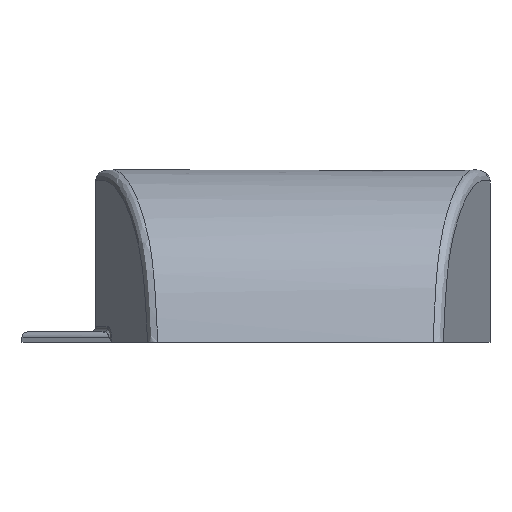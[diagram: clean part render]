
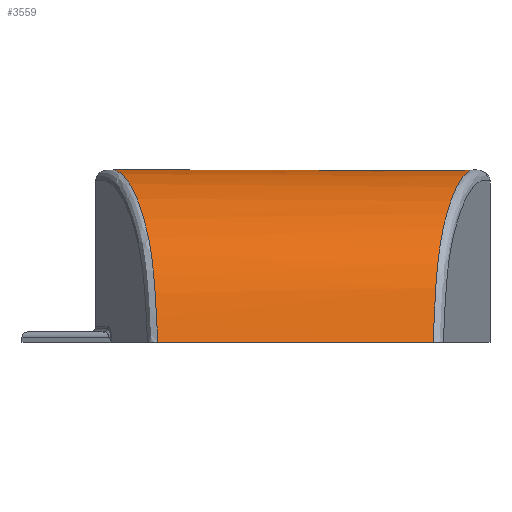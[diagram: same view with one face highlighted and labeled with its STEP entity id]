
A CAD part, front view. The second image highlights one B-rep face of the part: STEP entity #3559.
In plain terms, the highlighted free-form (B-spline) face has degree [3, 1] with [12, 2] control points.
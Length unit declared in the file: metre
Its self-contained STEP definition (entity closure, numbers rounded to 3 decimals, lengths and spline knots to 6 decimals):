
#108=B_SPLINE_SURFACE_WITH_KNOTS('',3,1,((#7550,#7551),(#7552,#7553),(#7554,
#7555),(#7556,#7557),(#7558,#7559),(#7560,#7561),(#7562,#7563),(#7564,#7565),
(#7566,#7567),(#7568,#7569),(#7570,#7571),(#7572,#7573)),
 .SURF_OF_LINEAR_EXTRUSION.,.F.,.F.,.F.,(4,1,1,1,1,1,1,1,1,4),(2,2),(0.528108,
0.587094,0.646081,0.675574,0.705067,
0.764054,0.82304,0.882027,0.941013,
1.),(0.,1.),.UNSPECIFIED.);
#324=B_SPLINE_CURVE_WITH_KNOTS('',3,(#7574,#7575,#7576,#7577,#7578,#7579,
#7580,#7581,#7582,#7583,#7584,#7585,#7586,#7587),.UNSPECIFIED.,.F.,.F.,
(4,1,1,1,1,1,1,1,1,1,1,4),(0.,0.003921,0.007842,
0.011763,0.015684,0.019606,0.023527,
0.031369,0.039211,0.047053,0.054896,
0.062738),.UNSPECIFIED.);
#325=B_SPLINE_CURVE_WITH_KNOTS('',3,(#7588,#7589,#7590,#7591,#7592,#7593,
#7594,#7595,#7596,#7597,#7598,#7599,#7600,#7601),.UNSPECIFIED.,.F.,.F.,
(4,1,1,1,1,1,1,1,1,1,1,4),(0.,0.007818,0.015636,
0.023454,0.031271,0.039089,0.042998,
0.046907,0.050816,0.054725,0.058634,
0.062543),.UNSPECIFIED.);
#833=ORIENTED_EDGE('',*,*,#1492,.F.);
#834=ORIENTED_EDGE('',*,*,#1834,.T.);
#835=ORIENTED_EDGE('',*,*,#1560,.T.);
#836=ORIENTED_EDGE('',*,*,#1613,.T.);
#837=ORIENTED_EDGE('',*,*,#1454,.T.);
#838=ORIENTED_EDGE('',*,*,#1835,.T.);
#1454=EDGE_CURVE('',#1999,#2003,#2358,.T.);
#1492=EDGE_CURVE('',#2039,#2040,#2385,.T.);
#1560=EDGE_CURVE('',#2104,#2103,#2432,.T.);
#1613=EDGE_CURVE('',#2103,#1999,#2466,.T.);
#1834=EDGE_CURVE('',#2039,#2104,#324,.T.);
#1835=EDGE_CURVE('',#2003,#2040,#325,.T.);
#1999=VERTEX_POINT('',#4720);
#2003=VERTEX_POINT('',#4730);
#2039=VERTEX_POINT('',#4846);
#2040=VERTEX_POINT('',#4848);
#2103=VERTEX_POINT('',#5279);
#2104=VERTEX_POINT('',#5281);
#2358=LINE('',#4731,#2673);
#2385=LINE('',#4847,#2700);
#2432=LINE('',#5280,#2747);
#2466=LINE('',#5538,#2781);
#2673=VECTOR('',#3939,1.);
#2700=VECTOR('',#3980,1.);
#2747=VECTOR('',#4049,1.);
#2781=VECTOR('',#4109,1.);
#3062=EDGE_LOOP('',(#833,#834,#835,#836,#837,#838));
#3267=FACE_BOUND('',#3062,.T.);
#3559=ADVANCED_FACE('',(#3267),#108,.F.);
#3939=DIRECTION('',(-1.,0.,0.));
#3980=DIRECTION('',(-1.,0.,0.));
#4049=DIRECTION('',(-1.,0.,0.));
#4109=DIRECTION('',(-1.,0.,0.));
#4720=CARTESIAN_POINT('',(0.134353,12.119855,0.033038));
#4730=CARTESIAN_POINT('',(0.133343,12.119855,0.033038));
#4731=CARTESIAN_POINT('',(0.298,12.119855,0.033038));
#4846=CARTESIAN_POINT('',(0.196095,12.075949,0.));
#4847=CARTESIAN_POINT('',(0.298,12.075949,0.));
#4848=CARTESIAN_POINT('',(0.143243,12.075949,0.));
#5279=CARTESIAN_POINT('',(0.203739,12.119855,0.033038));
#5280=CARTESIAN_POINT('',(0.298,12.119855,0.033038));
#5281=CARTESIAN_POINT('',(0.204972,12.119855,0.033038));
#5538=CARTESIAN_POINT('',(0.298,12.119855,0.033038));
#7550=CARTESIAN_POINT('',(0.205402,12.119855,0.033038));
#7551=CARTESIAN_POINT('',(0.132913,12.119855,0.033038));
#7552=CARTESIAN_POINT('',(0.205402,12.116719,0.033254));
#7553=CARTESIAN_POINT('',(0.132913,12.116719,0.033254));
#7554=CARTESIAN_POINT('',(0.205402,12.110881,0.033254));
#7555=CARTESIAN_POINT('',(0.132913,12.110881,0.033254));
#7556=CARTESIAN_POINT('',(0.205402,12.104108,0.031967));
#7557=CARTESIAN_POINT('',(0.132913,12.104108,0.031967));
#7558=CARTESIAN_POINT('',(0.205402,12.098623,0.030027));
#7559=CARTESIAN_POINT('',(0.132913,12.098623,0.030027));
#7560=CARTESIAN_POINT('',(0.205402,12.093117,0.027473));
#7561=CARTESIAN_POINT('',(0.132913,12.093117,0.027473));
#7562=CARTESIAN_POINT('',(0.205402,12.08663,0.023225));
#7563=CARTESIAN_POINT('',(0.132913,12.08663,0.023225));
#7564=CARTESIAN_POINT('',(0.205402,12.080712,0.016639));
#7565=CARTESIAN_POINT('',(0.132913,12.080712,0.016639));
#7566=CARTESIAN_POINT('',(0.205402,12.077758,0.008928));
#7567=CARTESIAN_POINT('',(0.132913,12.077758,0.008928));
#7568=CARTESIAN_POINT('',(0.205402,12.076545,0.002518));
#7569=CARTESIAN_POINT('',(0.132913,12.076545,0.002518));
#7570=CARTESIAN_POINT('',(0.205402,12.076155,0.000773));
#7571=CARTESIAN_POINT('',(0.132913,12.076155,0.000773));
#7572=CARTESIAN_POINT('',(0.205402,12.075949,0.));
#7573=CARTESIAN_POINT('',(0.132913,12.075949,0.));
#7574=CARTESIAN_POINT('',(0.196095,12.075949,0.));
#7575=CARTESIAN_POINT('',(0.19617,12.076284,0.001261));
#7576=CARTESIAN_POINT('',(0.196277,12.076769,0.00383));
#7577=CARTESIAN_POINT('',(0.196442,12.077579,0.007665));
#7578=CARTESIAN_POINT('',(0.19667,12.07871,0.011379));
#7579=CARTESIAN_POINT('',(0.196976,12.080248,0.014967));
#7580=CARTESIAN_POINT('',(0.197378,12.082327,0.018282));
#7581=CARTESIAN_POINT('',(0.198038,12.085687,0.022103));
#7582=CARTESIAN_POINT('',(0.199064,12.090794,0.02612));
#7583=CARTESIAN_POINT('',(0.20042,12.097458,0.029673));
#7584=CARTESIAN_POINT('',(0.201898,12.104747,0.032202));
#7585=CARTESIAN_POINT('',(0.203404,12.11222,0.033298));
#7586=CARTESIAN_POINT('',(0.204444,12.117301,0.033214));
#7587=CARTESIAN_POINT('',(0.204972,12.119855,0.033038));
#7588=CARTESIAN_POINT('',(0.133343,12.119855,0.033038));
#7589=CARTESIAN_POINT('',(0.133927,12.117321,0.033212));
#7590=CARTESIAN_POINT('',(0.135089,12.112231,0.033298));
#7591=CARTESIAN_POINT('',(0.136764,12.104778,0.032209));
#7592=CARTESIAN_POINT('',(0.138411,12.097496,0.02969));
#7593=CARTESIAN_POINT('',(0.139922,12.090836,0.026146));
#7594=CARTESIAN_POINT('',(0.141067,12.085724,0.022137));
#7595=CARTESIAN_POINT('',(0.141807,12.082354,0.018319));
#7596=CARTESIAN_POINT('',(0.142256,12.080266,0.015002));
#7597=CARTESIAN_POINT('',(0.142599,12.07872,0.011408));
#7598=CARTESIAN_POINT('',(0.142855,12.077584,0.007685));
#7599=CARTESIAN_POINT('',(0.14304,12.076771,0.003844));
#7600=CARTESIAN_POINT('',(0.143159,12.076283,0.001257));
#7601=CARTESIAN_POINT('',(0.143243,12.075949,0.));
